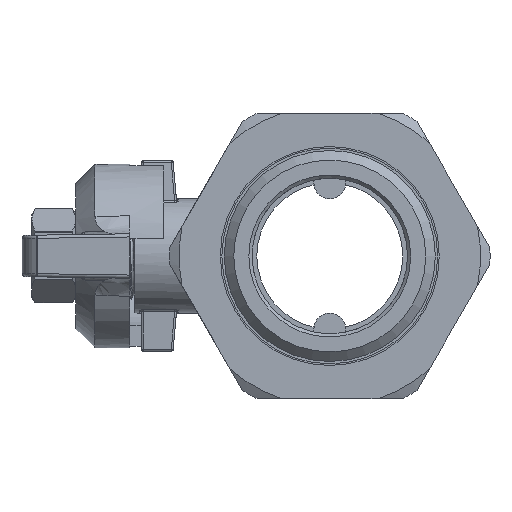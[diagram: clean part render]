
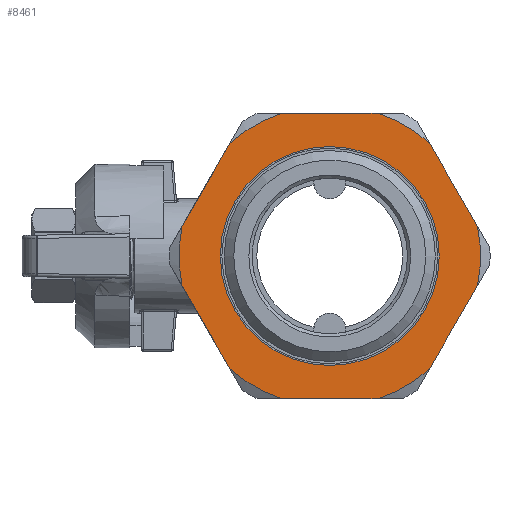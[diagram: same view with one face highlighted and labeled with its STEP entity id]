
A CAD part, front view. The second image highlights one B-rep face of the part: STEP entity #8461.
In plain terms, the highlighted face is planar.
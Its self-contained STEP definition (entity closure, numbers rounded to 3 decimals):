
#969=LINE('',#18823,#1226);
#970=LINE('',#18828,#1227);
#971=LINE('',#18832,#1228);
#972=LINE('',#18836,#1229);
#973=LINE('',#18840,#1230);
#974=LINE('',#18844,#1231);
#1226=VECTOR('',#10590,1000.);
#1227=VECTOR('',#10593,1000.);
#1228=VECTOR('',#10596,1000.);
#1229=VECTOR('',#10599,1000.);
#1230=VECTOR('',#10602,1000.);
#1231=VECTOR('',#10605,1000.);
#1344=PLANE('',#9121);
#3221=ORIENTED_EDGE('',*,*,#4370,.F.);
#3222=ORIENTED_EDGE('',*,*,#4371,.T.);
#3223=ORIENTED_EDGE('',*,*,#4372,.T.);
#3224=ORIENTED_EDGE('',*,*,#4373,.T.);
#3225=ORIENTED_EDGE('',*,*,#4374,.T.);
#3226=ORIENTED_EDGE('',*,*,#4375,.T.);
#3227=ORIENTED_EDGE('',*,*,#4376,.T.);
#3228=ORIENTED_EDGE('',*,*,#4377,.T.);
#3229=ORIENTED_EDGE('',*,*,#4378,.T.);
#3230=ORIENTED_EDGE('',*,*,#4379,.T.);
#3231=ORIENTED_EDGE('',*,*,#4380,.T.);
#3232=ORIENTED_EDGE('',*,*,#4381,.T.);
#3233=ORIENTED_EDGE('',*,*,#4382,.T.);
#4370=EDGE_CURVE('',#5108,#5108,#5431,.T.);
#4371=EDGE_CURVE('',#5109,#5110,#969,.T.);
#4372=EDGE_CURVE('',#5110,#5111,#5432,.T.);
#4373=EDGE_CURVE('',#5111,#5112,#970,.T.);
#4374=EDGE_CURVE('',#5112,#5113,#5433,.T.);
#4375=EDGE_CURVE('',#5113,#5114,#971,.T.);
#4376=EDGE_CURVE('',#5114,#5115,#5434,.T.);
#4377=EDGE_CURVE('',#5115,#5116,#972,.T.);
#4378=EDGE_CURVE('',#5116,#5117,#5435,.T.);
#4379=EDGE_CURVE('',#5117,#5118,#973,.T.);
#4380=EDGE_CURVE('',#5118,#5119,#5436,.T.);
#4381=EDGE_CURVE('',#5119,#5120,#974,.T.);
#4382=EDGE_CURVE('',#5120,#5109,#5437,.T.);
#5108=VERTEX_POINT('',#18822);
#5109=VERTEX_POINT('',#18824);
#5110=VERTEX_POINT('',#18825);
#5111=VERTEX_POINT('',#18827);
#5112=VERTEX_POINT('',#18829);
#5113=VERTEX_POINT('',#18831);
#5114=VERTEX_POINT('',#18833);
#5115=VERTEX_POINT('',#18835);
#5116=VERTEX_POINT('',#18837);
#5117=VERTEX_POINT('',#18839);
#5118=VERTEX_POINT('',#18841);
#5119=VERTEX_POINT('',#18843);
#5120=VERTEX_POINT('',#18845);
#5431=CIRCLE('',#9122,17.25);
#5432=CIRCLE('',#9123,23.75);
#5433=CIRCLE('',#9124,23.75);
#5434=CIRCLE('',#9125,23.75);
#5435=CIRCLE('',#9126,23.75);
#5436=CIRCLE('',#9127,23.75);
#5437=CIRCLE('',#9128,23.75);
#5922=EDGE_LOOP('',(#3221));
#5923=EDGE_LOOP('',(#3222,#3223,#3224,#3225,#3226,#3227,#3228,#3229,#3230,
#3231,#3232,#3233));
#6446=FACE_BOUND('',#5922,.T.);
#6447=FACE_BOUND('',#5923,.T.);
#8461=ADVANCED_FACE('',(#6446,#6447),#1344,.T.);
#9121=AXIS2_PLACEMENT_3D('',#18820,#10586,#10587);
#9122=AXIS2_PLACEMENT_3D('',#18821,#10588,#10589);
#9123=AXIS2_PLACEMENT_3D('',#18826,#10591,#10592);
#9124=AXIS2_PLACEMENT_3D('',#18830,#10594,#10595);
#9125=AXIS2_PLACEMENT_3D('',#18834,#10597,#10598);
#9126=AXIS2_PLACEMENT_3D('',#18838,#10600,#10601);
#9127=AXIS2_PLACEMENT_3D('',#18842,#10603,#10604);
#9128=AXIS2_PLACEMENT_3D('',#18846,#10606,#10607);
#10586=DIRECTION('',(0.,1.,0.));
#10587=DIRECTION('',(0.,0.,1.));
#10588=DIRECTION('',(0.,1.,0.));
#10589=DIRECTION('',(-1.,0.,0.));
#10590=DIRECTION('',(-0.5,0.,-0.866));
#10591=DIRECTION('',(0.,1.,0.));
#10592=DIRECTION('',(0.,0.,1.));
#10593=DIRECTION('',(-1.,0.,0.));
#10594=DIRECTION('',(0.,1.,0.));
#10595=DIRECTION('',(0.,0.,1.));
#10596=DIRECTION('',(-0.5,0.,0.866));
#10597=DIRECTION('',(0.,1.,0.));
#10598=DIRECTION('',(0.,0.,1.));
#10599=DIRECTION('',(0.5,0.,0.866));
#10600=DIRECTION('',(0.,1.,0.));
#10601=DIRECTION('',(0.,0.,1.));
#10602=DIRECTION('',(1.,0.,0.));
#10603=DIRECTION('',(0.,1.,0.));
#10604=DIRECTION('',(0.,0.,1.));
#10605=DIRECTION('',(0.5,0.,-0.866));
#10606=DIRECTION('',(0.,1.,0.));
#10607=DIRECTION('',(0.,0.,1.));
#18820=CARTESIAN_POINT('',(0.,17.,0.));
#18821=CARTESIAN_POINT('',(0.,17.,0.));
#18822=CARTESIAN_POINT('',(-17.25,17.,0.));
#18823=CARTESIAN_POINT('',(19.486,17.,-11.25));
#18824=CARTESIAN_POINT('',(23.287,17.,-4.665));
#18825=CARTESIAN_POINT('',(15.684,17.,-17.835));
#18826=CARTESIAN_POINT('',(0.,17.,0.));
#18827=CARTESIAN_POINT('',(7.603,17.,-22.5));
#18828=CARTESIAN_POINT('',(0.,17.,-22.5));
#18829=CARTESIAN_POINT('',(-7.603,17.,-22.5));
#18830=CARTESIAN_POINT('',(0.,17.,0.));
#18831=CARTESIAN_POINT('',(-15.684,17.,-17.835));
#18832=CARTESIAN_POINT('',(-19.486,17.,-11.25));
#18833=CARTESIAN_POINT('',(-23.287,17.,-4.665));
#18834=CARTESIAN_POINT('',(0.,17.,0.));
#18835=CARTESIAN_POINT('',(-23.287,17.,4.665));
#18836=CARTESIAN_POINT('',(-19.486,17.,11.25));
#18837=CARTESIAN_POINT('',(-15.684,17.,17.835));
#18838=CARTESIAN_POINT('',(0.,17.,0.));
#18839=CARTESIAN_POINT('',(-7.603,17.,22.5));
#18840=CARTESIAN_POINT('',(0.,17.,22.5));
#18841=CARTESIAN_POINT('',(7.603,17.,22.5));
#18842=CARTESIAN_POINT('',(0.,17.,0.));
#18843=CARTESIAN_POINT('',(15.684,17.,17.835));
#18844=CARTESIAN_POINT('',(19.486,17.,11.25));
#18845=CARTESIAN_POINT('',(23.287,17.,4.665));
#18846=CARTESIAN_POINT('',(0.,17.,0.));
